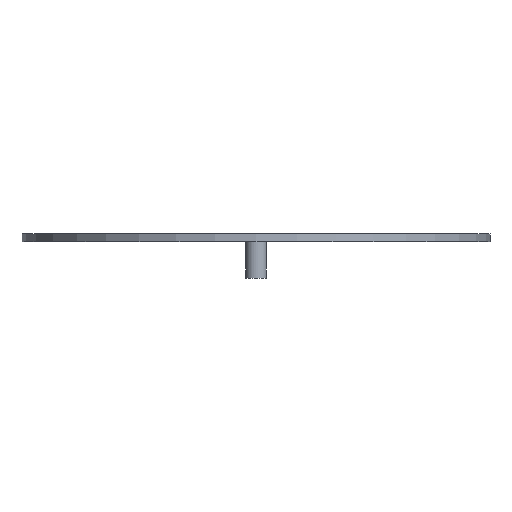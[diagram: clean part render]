
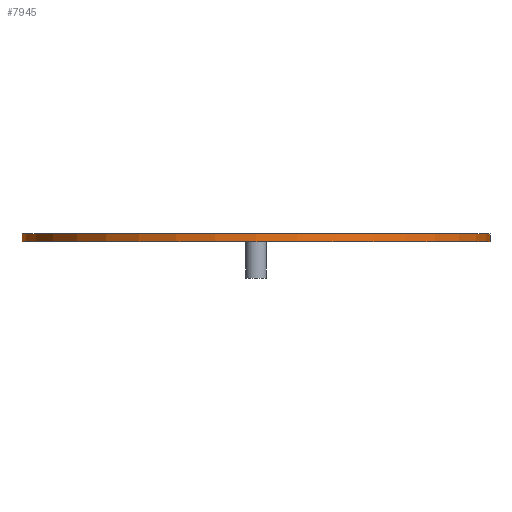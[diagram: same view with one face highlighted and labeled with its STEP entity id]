
A CAD part, front view. The second image highlights one B-rep face of the part: STEP entity #7945.
In plain terms, the highlighted cylindrical face has radius 45 mm (diameter 90 mm), a full revolution.
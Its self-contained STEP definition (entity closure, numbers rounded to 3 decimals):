
#43 = PLANE('',#44);
#44 = AXIS2_PLACEMENT_3D('',#45,#46,#47);
#45 = CARTESIAN_POINT('',(0.,0.,0.));
#46 = DIRECTION('',(0.,0.,1.));
#47 = DIRECTION('',(1.,0.,0.));
#89 = EDGE_CURVE('',#90,#90,#92,.T.);
#90 = VERTEX_POINT('',#91);
#91 = CARTESIAN_POINT('',(45.,0.,0.));
#92 = SURFACE_CURVE('',#93,(#98,#105),.PCURVE_S1.);
#93 = CIRCLE('',#94,45.);
#94 = AXIS2_PLACEMENT_3D('',#95,#96,#97);
#95 = CARTESIAN_POINT('',(0.,0.,0.));
#96 = DIRECTION('',(0.,0.,1.));
#97 = DIRECTION('',(1.,0.,0.));
#98 = PCURVE('',#43,#99);
#99 = DEFINITIONAL_REPRESENTATION('',(#100),#104);
#100 = CIRCLE('',#101,45.);
#101 = AXIS2_PLACEMENT_2D('',#102,#103);
#102 = CARTESIAN_POINT('',(0.,0.));
#103 = DIRECTION('',(1.,0.));
#104 = ( GEOMETRIC_REPRESENTATION_CONTEXT(2) 
PARAMETRIC_REPRESENTATION_CONTEXT() REPRESENTATION_CONTEXT('2D SPACE',''
  ) );
#105 = PCURVE('',#106,#111);
#106 = CYLINDRICAL_SURFACE('',#107,45.);
#107 = AXIS2_PLACEMENT_3D('',#108,#109,#110);
#108 = CARTESIAN_POINT('',(0.,0.,0.));
#109 = DIRECTION('',(-0.,-0.,-1.));
#110 = DIRECTION('',(1.,0.,0.));
#111 = DEFINITIONAL_REPRESENTATION('',(#112),#116);
#112 = LINE('',#113,#114);
#113 = CARTESIAN_POINT('',(-0.,0.));
#114 = VECTOR('',#115,1.);
#115 = DIRECTION('',(-1.,0.));
#116 = ( GEOMETRIC_REPRESENTATION_CONTEXT(2) 
PARAMETRIC_REPRESENTATION_CONTEXT() REPRESENTATION_CONTEXT('2D SPACE',''
  ) );
#7945 = ADVANCED_FACE('',(#7946),#106,.T.);
#7946 = FACE_BOUND('',#7947,.F.);
#7947 = EDGE_LOOP('',(#7948,#7971,#7998,#7999));
#7948 = ORIENTED_EDGE('',*,*,#7949,.T.);
#7949 = EDGE_CURVE('',#90,#7950,#7952,.T.);
#7950 = VERTEX_POINT('',#7951);
#7951 = CARTESIAN_POINT('',(45.,0.,1.5));
#7952 = SEAM_CURVE('',#7953,(#7957,#7964),.PCURVE_S1.);
#7953 = LINE('',#7954,#7955);
#7954 = CARTESIAN_POINT('',(45.,0.,0.));
#7955 = VECTOR('',#7956,1.);
#7956 = DIRECTION('',(0.,0.,1.));
#7957 = PCURVE('',#106,#7958);
#7958 = DEFINITIONAL_REPRESENTATION('',(#7959),#7963);
#7959 = LINE('',#7960,#7961);
#7960 = CARTESIAN_POINT('',(-0.,0.));
#7961 = VECTOR('',#7962,1.);
#7962 = DIRECTION('',(-0.,-1.));
#7963 = ( GEOMETRIC_REPRESENTATION_CONTEXT(2) 
PARAMETRIC_REPRESENTATION_CONTEXT() REPRESENTATION_CONTEXT('2D SPACE',''
  ) );
#7964 = PCURVE('',#106,#7965);
#7965 = DEFINITIONAL_REPRESENTATION('',(#7966),#7970);
#7966 = LINE('',#7967,#7968);
#7967 = CARTESIAN_POINT('',(-6.283,0.));
#7968 = VECTOR('',#7969,1.);
#7969 = DIRECTION('',(-0.,-1.));
#7970 = ( GEOMETRIC_REPRESENTATION_CONTEXT(2) 
PARAMETRIC_REPRESENTATION_CONTEXT() REPRESENTATION_CONTEXT('2D SPACE',''
  ) );
#7971 = ORIENTED_EDGE('',*,*,#7972,.T.);
#7972 = EDGE_CURVE('',#7950,#7950,#7973,.T.);
#7973 = SURFACE_CURVE('',#7974,(#7979,#7986),.PCURVE_S1.);
#7974 = CIRCLE('',#7975,45.);
#7975 = AXIS2_PLACEMENT_3D('',#7976,#7977,#7978);
#7976 = CARTESIAN_POINT('',(0.,0.,1.5));
#7977 = DIRECTION('',(0.,0.,1.));
#7978 = DIRECTION('',(1.,0.,0.));
#7979 = PCURVE('',#106,#7980);
#7980 = DEFINITIONAL_REPRESENTATION('',(#7981),#7985);
#7981 = LINE('',#7982,#7983);
#7982 = CARTESIAN_POINT('',(-0.,-1.5));
#7983 = VECTOR('',#7984,1.);
#7984 = DIRECTION('',(-1.,0.));
#7985 = ( GEOMETRIC_REPRESENTATION_CONTEXT(2) 
PARAMETRIC_REPRESENTATION_CONTEXT() REPRESENTATION_CONTEXT('2D SPACE',''
  ) );
#7986 = PCURVE('',#7987,#7992);
#7987 = PLANE('',#7988);
#7988 = AXIS2_PLACEMENT_3D('',#7989,#7990,#7991);
#7989 = CARTESIAN_POINT('',(0.,0.,1.5));
#7990 = DIRECTION('',(0.,0.,1.));
#7991 = DIRECTION('',(1.,0.,0.));
#7992 = DEFINITIONAL_REPRESENTATION('',(#7993),#7997);
#7993 = CIRCLE('',#7994,45.);
#7994 = AXIS2_PLACEMENT_2D('',#7995,#7996);
#7995 = CARTESIAN_POINT('',(0.,0.));
#7996 = DIRECTION('',(1.,0.));
#7997 = ( GEOMETRIC_REPRESENTATION_CONTEXT(2) 
PARAMETRIC_REPRESENTATION_CONTEXT() REPRESENTATION_CONTEXT('2D SPACE',''
  ) );
#7998 = ORIENTED_EDGE('',*,*,#7949,.F.);
#7999 = ORIENTED_EDGE('',*,*,#89,.F.);
